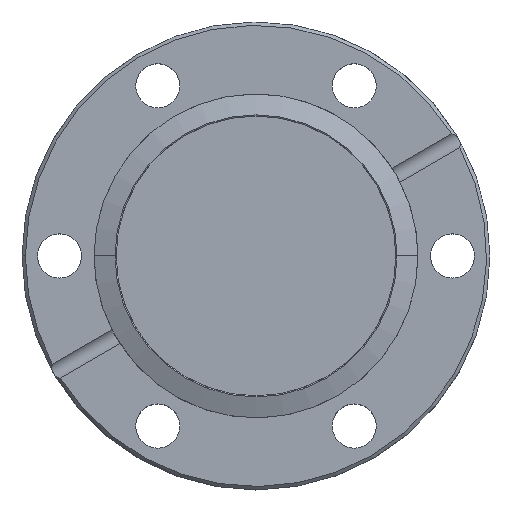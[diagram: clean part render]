
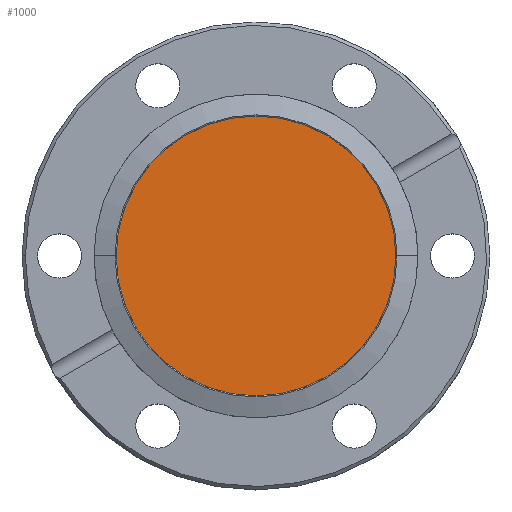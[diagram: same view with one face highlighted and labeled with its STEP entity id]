
A CAD part, top view. The second image highlights one B-rep face of the part: STEP entity #1000.
In plain terms, the highlighted planar face has unit normal (0, 0, 1).
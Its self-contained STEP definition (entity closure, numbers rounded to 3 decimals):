
#44 = FACE_OUTER_BOUND ( 'NONE', #327, .T. ) ;
#50 = CIRCLE ( 'NONE', #487, 20.898 ) ;
#55 = CARTESIAN_POINT ( 'NONE',  ( 0., 0., -1.2 ) ) ;
#58 = PLANE ( 'NONE',  #873 ) ;
#71 = AXIS2_PLACEMENT_3D ( 'NONE', #958, #777, #598 ) ;
#75 = DIRECTION ( 'NONE',  ( 0., 0., 1. ) ) ;
#326 = VERTEX_POINT ( 'NONE', #955 ) ;
#327 = EDGE_LOOP ( 'NONE', ( #768, #978 ) ) ;
#344 = VERTEX_POINT ( 'NONE', #850 ) ;
#414 = DIRECTION ( 'NONE',  ( 1., 0., 0. ) ) ;
#487 = AXIS2_PLACEMENT_3D ( 'NONE', #819, #812, #722 ) ;
#598 = DIRECTION ( 'NONE',  ( 1., 0., 0. ) ) ;
#722 = DIRECTION ( 'NONE',  ( 1., 0., 0. ) ) ;
#768 = ORIENTED_EDGE ( 'NONE', *, *, #945, .T. ) ;
#777 = DIRECTION ( 'NONE',  ( 0., 0., 1. ) ) ;
#812 = DIRECTION ( 'NONE',  ( 0., 0., 1. ) ) ;
#819 = CARTESIAN_POINT ( 'NONE',  ( 0., 0., -1.2 ) ) ;
#850 = CARTESIAN_POINT ( 'NONE',  ( 20.898, 0., -1.2 ) ) ;
#873 = AXIS2_PLACEMENT_3D ( 'NONE', #55, #75, #414 ) ;
#945 = EDGE_CURVE ( 'NONE', #344, #326, #50, .T. ) ;
#955 = CARTESIAN_POINT ( 'NONE',  ( -20.898, 0., -1.2 ) ) ;
#958 = CARTESIAN_POINT ( 'NONE',  ( 0., 0., -1.2 ) ) ;
#978 = ORIENTED_EDGE ( 'NONE', *, *, #1119, .T. ) ;
#1000 = ADVANCED_FACE ( 'NONE', ( #44 ), #58, .T. ) ;
#1119 = EDGE_CURVE ( 'NONE', #326, #344, #1175, .T. ) ;
#1175 = CIRCLE ( 'NONE', #71, 20.898 ) ;
